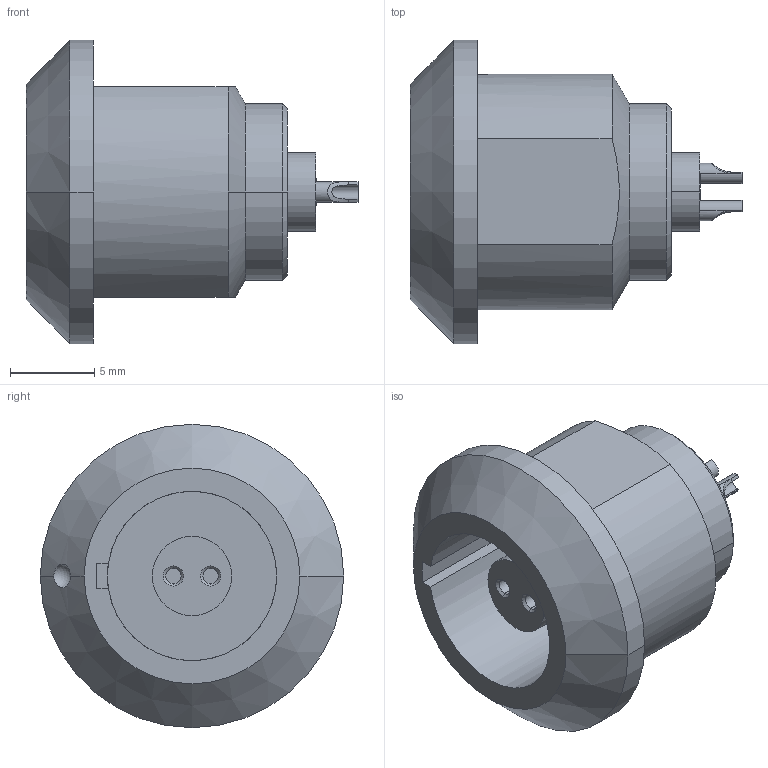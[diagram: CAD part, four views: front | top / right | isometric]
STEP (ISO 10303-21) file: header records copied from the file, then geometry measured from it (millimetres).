
FILE_DESCRIPTION((''),'2;1');
FILE_NAME('G10K0C-P02L','2013-11-04T',('RTrager'),(''),'PRO/ENGINEER BY PARAMETRIC TECHNOLOGY CORPORATION, 2013050','PRO/ENGINEER BY PARAMETRIC TECHNOLOGY CORPORATION, 2013050','');
FILE_SCHEMA(('CONFIG_CONTROL_DESIGN'));
Length unit declared in the file: millimetre
Products named in the file (1): G10K0C-P02L
Bounding box: 19.7 x 18 x 18 mm (x, y, z)
Volume: 1654.4 mm3; surface area: 1648.1 mm2
Topology: 1 solids, 1 shells, 68 faces, 163 edges, 104 vertices
Faces by surface type: cylinder 28, plane 23, cone 10, bspline 4, torus 2, sphere 1
Entity records: 2391 total; most frequent: CARTESIAN_POINT 753, DIRECTION 345, ORIENTED_EDGE 322, EDGE_CURVE 161, AXIS2_PLACEMENT_3D 136, VERTEX_POINT 104, EDGE_LOOP 77, VECTOR 73
